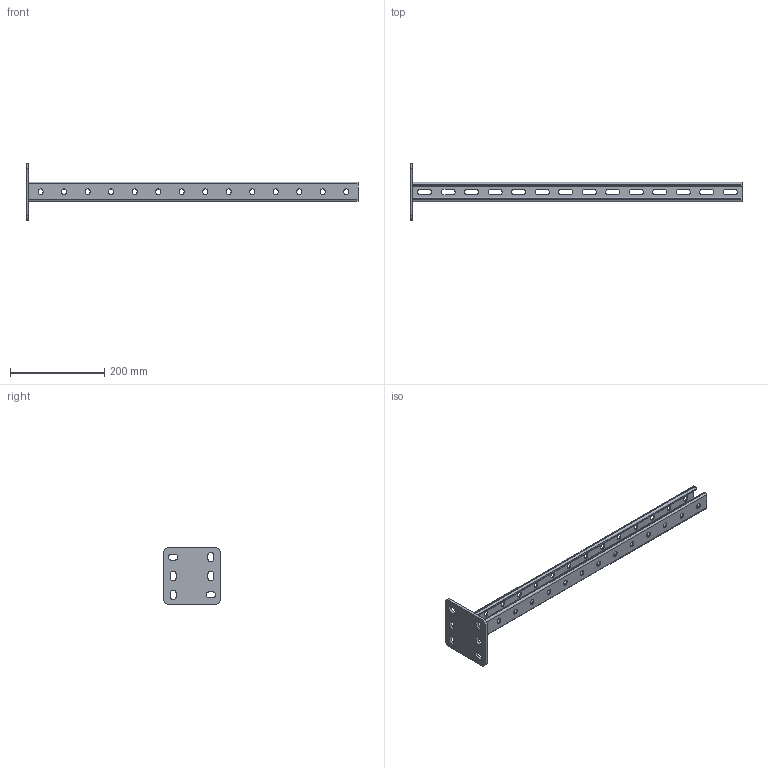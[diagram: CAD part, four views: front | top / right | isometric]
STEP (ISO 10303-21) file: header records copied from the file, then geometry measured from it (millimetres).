
FILE_DESCRIPTION (( 'STEP AP203' ), '1' );
FILE_NAME ('Êðîíøòåéí ïîòîëî÷íûé îäèíàðíûé_h41-700.step', '2022-01-27T08:25:10', ( '' ), ( '' ), 'SwSTEP 2.0', 'SolidWorks 2017', '' );
FILE_SCHEMA (( 'CONFIG_CONTROL_DESIGN' ));
Length unit declared in the file: millimetre
Products named in the file (3): Êðîíøòåéí ïîòîëî÷íûé îäèíàðíûé_h41-700; STRUT-镳铘桦黖h41-700; Ïÿòêà ïîòîëî÷êàÿ
Assembly tree (2 placements, depth 2):
  Êðîíøòåéí ïîòîëî÷íûé îäèíàðíûé_h41-700
    Ïÿòêà ïîòîëî÷êàÿ
    STRUT-镳铘桦黖h41-700
Bounding box: 706 x 120 x 120 mm (x, y, z)
Volume: 293606.8 mm3; surface area: 212744.9 mm2
Topology: 2 solids, 2 shells, 1376 faces, 4068 edges, 2696 vertices
Faces by surface type: plane 1262, cylinder 114
Entity records: 45613 total; most frequent: CARTESIAN_POINT 8145, ORIENTED_EDGE 8136, DIRECTION 7058, EDGE_CURVE 4068, LINE 3840, VECTOR 3840, VERTEX_POINT 2696, AXIS2_PLACEMENT_3D 1609
